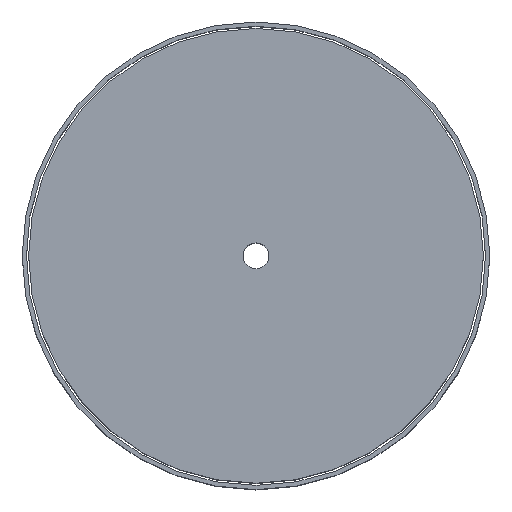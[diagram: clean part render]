
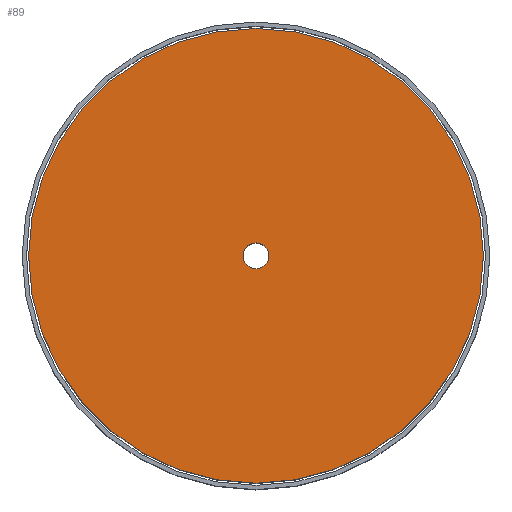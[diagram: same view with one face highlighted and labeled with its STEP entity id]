
A CAD part, top view. The second image highlights one B-rep face of the part: STEP entity #89.
In plain terms, the highlighted planar face has unit normal (0, 0, 1).
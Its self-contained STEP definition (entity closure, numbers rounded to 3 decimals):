
#89 = ADVANCED_FACE('',(#90,#126),#103,.T.);
#90 = FACE_BOUND('',#91,.F.);
#91 = EDGE_LOOP('',(#92));
#92 = ORIENTED_EDGE('',*,*,#93,.T.);
#93 = EDGE_CURVE('',#94,#94,#96,.T.);
#94 = VERTEX_POINT('',#95);
#95 = CARTESIAN_POINT('',(30.,0.,250.));
#96 = SURFACE_CURVE('',#97,(#102,#114),.PCURVE_S1.);
#97 = CIRCLE('',#98,30.);
#98 = AXIS2_PLACEMENT_3D('',#99,#100,#101);
#99 = CARTESIAN_POINT('',(0.,0.,250.));
#100 = DIRECTION('',(0.,0.,1.));
#101 = DIRECTION('',(1.,0.,0.));
#102 = PCURVE('',#103,#108);
#103 = PLANE('',#104);
#104 = AXIS2_PLACEMENT_3D('',#105,#106,#107);
#105 = CARTESIAN_POINT('',(0.,0.,250.));
#106 = DIRECTION('',(0.,0.,1.));
#107 = DIRECTION('',(1.,-0.,-0.));
#108 = DEFINITIONAL_REPRESENTATION('',(#109),#113);
#109 = CIRCLE('',#110,30.);
#110 = AXIS2_PLACEMENT_2D('',#111,#112);
#111 = CARTESIAN_POINT('',(0.,0.));
#112 = DIRECTION('',(1.,-0.));
#113 = ( GEOMETRIC_REPRESENTATION_CONTEXT(2) 
PARAMETRIC_REPRESENTATION_CONTEXT() REPRESENTATION_CONTEXT('2D SPACE',''
  ) );
#114 = PCURVE('',#115,#120);
#115 = CYLINDRICAL_SURFACE('',#116,30.);
#116 = AXIS2_PLACEMENT_3D('',#117,#118,#119);
#117 = CARTESIAN_POINT('',(0.,0.,-250.));
#118 = DIRECTION('',(0.,0.,1.));
#119 = DIRECTION('',(1.,0.,0.));
#120 = DEFINITIONAL_REPRESENTATION('',(#121),#125);
#121 = LINE('',#122,#123);
#122 = CARTESIAN_POINT('',(0.,500.));
#123 = VECTOR('',#124,1.);
#124 = DIRECTION('',(1.,0.));
#125 = ( GEOMETRIC_REPRESENTATION_CONTEXT(2) 
PARAMETRIC_REPRESENTATION_CONTEXT() REPRESENTATION_CONTEXT('2D SPACE',''
  ) );
#126 = FACE_BOUND('',#127,.F.);
#127 = EDGE_LOOP('',(#128));
#128 = ORIENTED_EDGE('',*,*,#129,.F.);
#129 = EDGE_CURVE('',#130,#130,#132,.T.);
#130 = VERTEX_POINT('',#131);
#131 = CARTESIAN_POINT('',(530.,0.,250.));
#132 = SURFACE_CURVE('',#133,(#138,#145),.PCURVE_S1.);
#133 = CIRCLE('',#134,530.);
#134 = AXIS2_PLACEMENT_3D('',#135,#136,#137);
#135 = CARTESIAN_POINT('',(0.,0.,250.));
#136 = DIRECTION('',(0.,0.,1.));
#137 = DIRECTION('',(1.,0.,0.));
#138 = PCURVE('',#103,#139);
#139 = DEFINITIONAL_REPRESENTATION('',(#140),#144);
#140 = CIRCLE('',#141,530.);
#141 = AXIS2_PLACEMENT_2D('',#142,#143);
#142 = CARTESIAN_POINT('',(0.,0.));
#143 = DIRECTION('',(1.,-0.));
#144 = ( GEOMETRIC_REPRESENTATION_CONTEXT(2) 
PARAMETRIC_REPRESENTATION_CONTEXT() REPRESENTATION_CONTEXT('2D SPACE',''
  ) );
#145 = PCURVE('',#146,#151);
#146 = CYLINDRICAL_SURFACE('',#147,530.);
#147 = AXIS2_PLACEMENT_3D('',#148,#149,#150);
#148 = CARTESIAN_POINT('',(0.,0.,250.));
#149 = DIRECTION('',(-0.,-0.,-1.));
#150 = DIRECTION('',(1.,0.,0.));
#151 = DEFINITIONAL_REPRESENTATION('',(#152),#156);
#152 = LINE('',#153,#154);
#153 = CARTESIAN_POINT('',(-0.,0.));
#154 = VECTOR('',#155,1.);
#155 = DIRECTION('',(-1.,0.));
#156 = ( GEOMETRIC_REPRESENTATION_CONTEXT(2) 
PARAMETRIC_REPRESENTATION_CONTEXT() REPRESENTATION_CONTEXT('2D SPACE',''
  ) );
